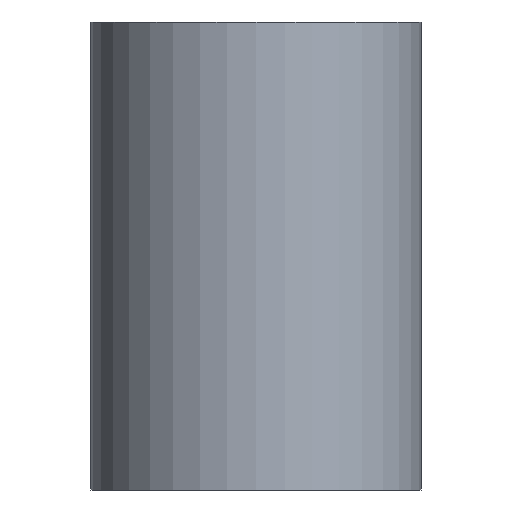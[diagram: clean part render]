
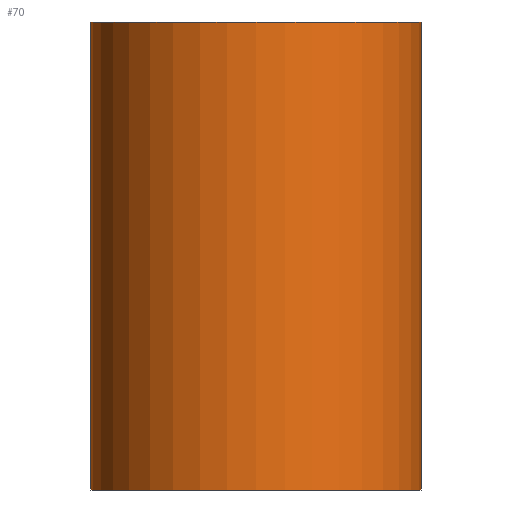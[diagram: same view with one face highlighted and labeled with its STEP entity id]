
A CAD part, front view. The second image highlights one B-rep face of the part: STEP entity #70.
In plain terms, the highlighted cylindrical face has radius 6 mm (diameter 12 mm), a partial arc.
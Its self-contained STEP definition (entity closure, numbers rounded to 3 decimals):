
#58 = CARTESIAN_POINT ( 'NONE',  ( 0., 0., 17. ) ) ;
#66 = CARTESIAN_POINT ( 'NONE',  ( -6., 0., 17. ) ) ;
#70 = ADVANCED_FACE ( 'NONE', ( #1333 ), #761, .T. ) ;
#111 = ORIENTED_EDGE ( 'NONE', *, *, #342, .T. ) ;
#125 = CARTESIAN_POINT ( 'NONE',  ( 6., 0., 0. ) ) ;
#224 = DIRECTION ( 'NONE',  ( 0., 0., -1. ) ) ;
#244 = EDGE_CURVE ( 'NONE', #1478, #1476, #2636, .T. ) ;
#250 = LINE ( 'NONE', #635, #1772 ) ;
#342 = EDGE_CURVE ( 'NONE', #2587, #1478, #250, .T. ) ;
#359 = CARTESIAN_POINT ( 'NONE',  ( 0., 0., 0. ) ) ;
#425 = LINE ( 'NONE', #1470, #2629 ) ;
#451 = DIRECTION ( 'NONE',  ( 0., 0., -1. ) ) ;
#599 = CIRCLE ( 'NONE', #1268, 6. ) ;
#635 = CARTESIAN_POINT ( 'NONE',  ( -6., 0., 17. ) ) ;
#660 = DIRECTION ( 'NONE',  ( 1., 0., 0. ) ) ;
#737 = EDGE_CURVE ( 'NONE', #2587, #1948, #599, .T. ) ;
#761 = CYLINDRICAL_SURFACE ( 'NONE', #816, 6. ) ;
#792 = DIRECTION ( 'NONE',  ( -1., 0., 0. ) ) ;
#816 = AXIS2_PLACEMENT_3D ( 'NONE', #1166, #2487, #792 ) ;
#854 = CARTESIAN_POINT ( 'NONE',  ( 6., 0., 17. ) ) ;
#1045 = EDGE_LOOP ( 'NONE', ( #2714, #1245, #111, #1053 ) ) ;
#1053 = ORIENTED_EDGE ( 'NONE', *, *, #244, .T. ) ;
#1082 = DIRECTION ( 'NONE',  ( 0., 0., 1. ) ) ;
#1166 = CARTESIAN_POINT ( 'NONE',  ( 0., 0., 17. ) ) ;
#1201 = DIRECTION ( 'NONE',  ( 0., 0., 1. ) ) ;
#1245 = ORIENTED_EDGE ( 'NONE', *, *, #737, .F. ) ;
#1268 = AXIS2_PLACEMENT_3D ( 'NONE', #58, #1082, #660 ) ;
#1333 = FACE_OUTER_BOUND ( 'NONE', #1045, .T. ) ;
#1470 = CARTESIAN_POINT ( 'NONE',  ( 6., 0., 17. ) ) ;
#1476 = VERTEX_POINT ( 'NONE', #125 ) ;
#1478 = VERTEX_POINT ( 'NONE', #2249 ) ;
#1742 = AXIS2_PLACEMENT_3D ( 'NONE', #359, #1201, #2477 ) ;
#1772 = VECTOR ( 'NONE', #224, 1000. ) ;
#1948 = VERTEX_POINT ( 'NONE', #854 ) ;
#2056 = EDGE_CURVE ( 'NONE', #1948, #1476, #425, .T. ) ;
#2249 = CARTESIAN_POINT ( 'NONE',  ( -6., 0., 0. ) ) ;
#2477 = DIRECTION ( 'NONE',  ( 1., 0., 0. ) ) ;
#2487 = DIRECTION ( 'NONE',  ( 0., 0., -1. ) ) ;
#2587 = VERTEX_POINT ( 'NONE', #66 ) ;
#2629 = VECTOR ( 'NONE', #451, 1000. ) ;
#2636 = CIRCLE ( 'NONE', #1742, 6. ) ;
#2714 = ORIENTED_EDGE ( 'NONE', *, *, #2056, .F. ) ;
